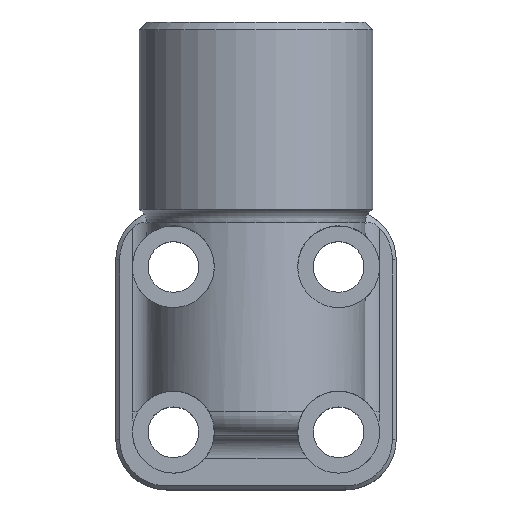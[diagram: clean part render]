
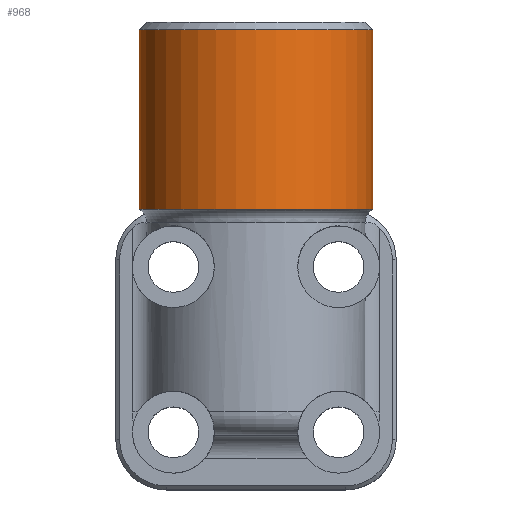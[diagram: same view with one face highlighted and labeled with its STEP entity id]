
A CAD part, top view. The second image highlights one B-rep face of the part: STEP entity #968.
In plain terms, the highlighted cylindrical face has radius 15 mm (diameter 30 mm), a full revolution.
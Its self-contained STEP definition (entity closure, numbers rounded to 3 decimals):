
#373=ORIENTED_EDGE('',*,*,#459,.T.);
#374=ORIENTED_EDGE('',*,*,#561,.T.);
#375=ORIENTED_EDGE('',*,*,#465,.T.);
#459=EDGE_CURVE('',#586,#584,#669,.T.);
#465=EDGE_CURVE('',#591,#591,#672,.T.);
#561=EDGE_CURVE('',#584,#586,#702,.T.);
#584=VERTEX_POINT('',#1464);
#586=VERTEX_POINT('',#1467);
#591=VERTEX_POINT('',#1504);
#669=CIRCLE('',#1024,15.);
#672=CIRCLE('',#1028,15.);
#702=CIRCLE('',#1093,15.);
#777=EDGE_LOOP('',(#373,#374));
#778=EDGE_LOOP('',(#375));
#872=FACE_BOUND('',#777,.T.);
#873=FACE_BOUND('',#778,.T.);
#914=CYLINDRICAL_SURFACE('',#1092,15.);
#968=ADVANCED_FACE('',(#872,#873),#914,.T.);
#1024=AXIS2_PLACEMENT_3D('',#1466,#1171,#1172);
#1028=AXIS2_PLACEMENT_3D('',#1503,#1179,#1180);
#1092=AXIS2_PLACEMENT_3D('',#2004,#1351,#1352);
#1093=AXIS2_PLACEMENT_3D('',#2005,#1353,#1354);
#1171=DIRECTION('',(0.,1.,0.));
#1172=DIRECTION('',(0.,0.,1.));
#1179=DIRECTION('',(0.,-1.,0.));
#1180=DIRECTION('',(0.,0.,1.));
#1351=DIRECTION('',(0.,1.,0.));
#1352=DIRECTION('',(0.,0.,1.));
#1353=DIRECTION('',(0.,1.,0.));
#1354=DIRECTION('',(0.,0.,1.));
#1464=CARTESIAN_POINT('',(11.5,18.,10.369));
#1466=CARTESIAN_POINT('',(0.,18.,20.));
#1467=CARTESIAN_POINT('',(-11.5,18.,10.369));
#1503=CARTESIAN_POINT('',(0.,41.,20.));
#1504=CARTESIAN_POINT('',(0.,41.,35.));
#2004=CARTESIAN_POINT('',(0.,18.,20.));
#2005=CARTESIAN_POINT('',(0.,18.,20.));
